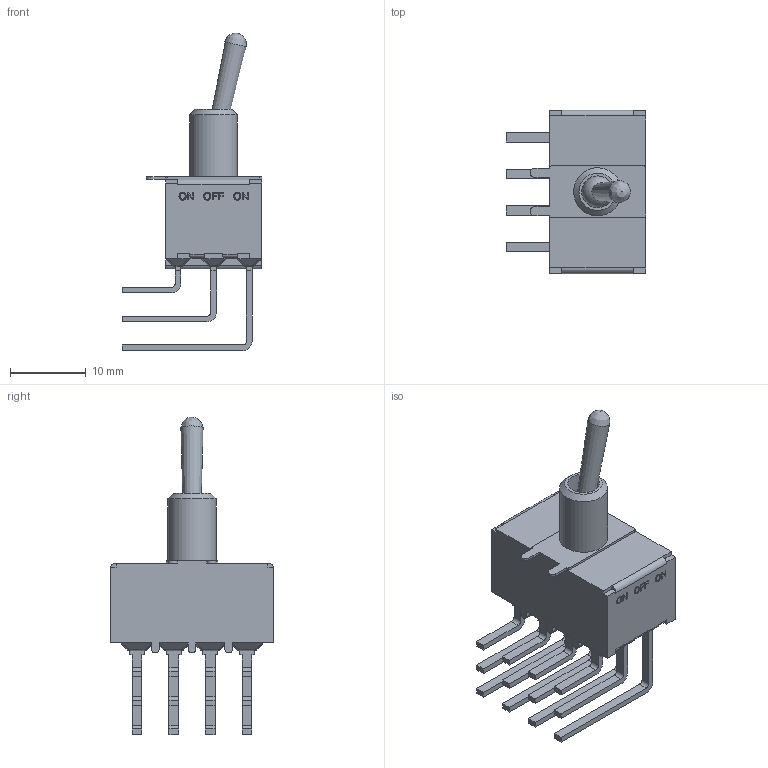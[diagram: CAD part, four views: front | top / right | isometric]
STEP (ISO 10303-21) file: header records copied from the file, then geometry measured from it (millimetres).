
FILE_DESCRIPTION((' '),'2;1');
FILE_NAME('1004PxT1B1M7xE.stp','2017-08-02T13:08:16',(' '),(' '),' ','ACIS',' ');
FILE_SCHEMA(('CONFIG_CONTROL_DESIGN'));
Length unit declared in the file: inch
Products named in the file (1): 1004PxT1B1M7xE.stp
Bounding box: 18.42 x 21.59 x 41.91 mm (x, y, z)
Volume: 3521.1 mm3; surface area: 2848 mm2
Topology: 1 solids, 1 shells, 590 faces, 1529 edges, 966 vertices
Faces by surface type: plane 371, cylinder 142, sphere 49, bspline 25, cone 3
Full cylindrical faces by diameter (mm): 1.65 x1, 4.2 x1
Entity records: 18032 total; most frequent: CARTESIAN_POINT 3526, ORIENTED_EDGE 3036, DIRECTION 2906, EDGE_CURVE 1518, VECTOR 1152, LINE 1152, VERTEX_POINT 961, AXIS2_PLACEMENT_3D 877
